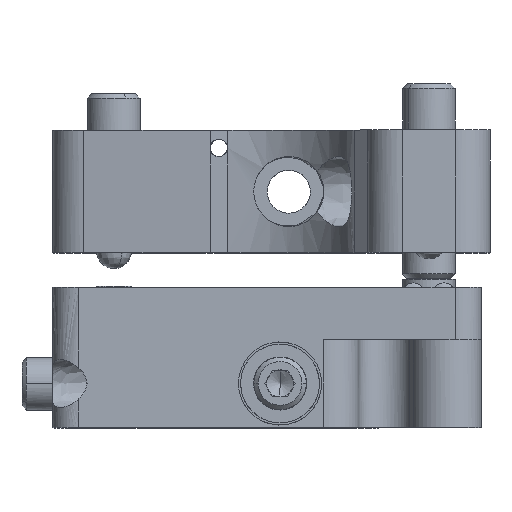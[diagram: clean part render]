
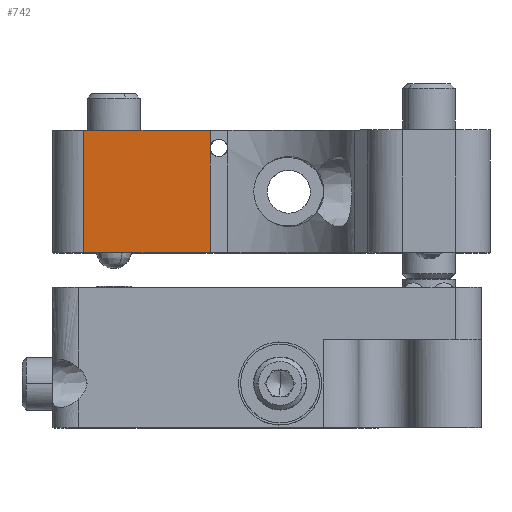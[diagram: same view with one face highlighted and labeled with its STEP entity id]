
A CAD part, top view. The second image highlights one B-rep face of the part: STEP entity #742.
In plain terms, the highlighted free-form (B-spline) face has degree [1, 1] with [2, 2] control points.
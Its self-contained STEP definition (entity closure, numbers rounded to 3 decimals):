
#742=ADVANCED_FACE('',(#1286),#19637,.T.);
#1286=FACE_OUTER_BOUND('',#1899,.T.);
#1899=EDGE_LOOP('',(#4638,#4639,#4640,#4641,#4642));
#4638=ORIENTED_EDGE('',*,*,#17099,.T.);
#4639=ORIENTED_EDGE('',*,*,#17096,.F.);
#4640=ORIENTED_EDGE('',*,*,#17094,.F.);
#4641=ORIENTED_EDGE('',*,*,#17100,.T.);
#4642=ORIENTED_EDGE('',*,*,#17101,.T.);
#7613=PCURVE('',#19635,#10593);
#7615=PCURVE('',#19636,#10595);
#7618=PCURVE('',#19637,#10598);
#7619=PCURVE('',#19637,#10599);
#7620=PCURVE('',#19637,#10600);
#7621=PCURVE('',#19637,#10601);
#7622=PCURVE('',#19637,#10602);
#7643=PCURVE('',#19933,#10623);
#7809=PCURVE('',#19647,#10789);
#7838=PCURVE('',#19648,#10818);
#10593=DEFINITIONAL_REPRESENTATION('',(#13851),#42546);
#10595=DEFINITIONAL_REPRESENTATION('',(#13853),#42546);
#10598=DEFINITIONAL_REPRESENTATION('',(#13859),#42546);
#10599=DEFINITIONAL_REPRESENTATION('',(#13860),#42546);
#10600=DEFINITIONAL_REPRESENTATION('',(#13861),#42546);
#10601=DEFINITIONAL_REPRESENTATION('',(#13863),#42546);
#10602=DEFINITIONAL_REPRESENTATION('',(#13865),#42546);
#10623=DEFINITIONAL_REPRESENTATION('',(#13891),#42546);
#10789=DEFINITIONAL_REPRESENTATION('',(#14101),#42546);
#10818=DEFINITIONAL_REPRESENTATION('',(#14112),#42546);
#13850=B_SPLINE_CURVE_WITH_KNOTS('',1,(#40511,#40512),.UNSPECIFIED.,.F.,
 .F.,(2,2),(0.,2.),.UNSPECIFIED.);
#13851=B_SPLINE_CURVE_WITH_KNOTS('',1,(#40513,#40514),.UNSPECIFIED.,.F.,
 .F.,(2,2),(0.,2.),.UNSPECIFIED.);
#13852=B_SPLINE_CURVE_WITH_KNOTS('',1,(#40525,#40526),.UNSPECIFIED.,.F.,
 .F.,(2,2),(0.,12.),.UNSPECIFIED.);
#13853=B_SPLINE_CURVE_WITH_KNOTS('',1,(#40527,#40528),.UNSPECIFIED.,.F.,
 .F.,(2,2),(0.,12.),.UNSPECIFIED.);
#13858=B_SPLINE_CURVE_WITH_KNOTS('',1,(#40537,#40538),.UNSPECIFIED.,.F.,
 .F.,(2,2),(0.,14.5),.UNSPECIFIED.);
#13859=B_SPLINE_CURVE_WITH_KNOTS('',1,(#40539,#40540),.UNSPECIFIED.,.F.,
 .F.,(2,2),(0.,14.5),.UNSPECIFIED.);
#13860=B_SPLINE_CURVE_WITH_KNOTS('',1,(#40541,#40542),.UNSPECIFIED.,.F.,
 .F.,(2,2),(0.,12.),.UNSPECIFIED.);
#13861=B_SPLINE_CURVE_WITH_KNOTS('',1,(#40543,#40544),.UNSPECIFIED.,.F.,
 .F.,(2,2),(0.,2.),.UNSPECIFIED.);
#13862=B_SPLINE_CURVE_WITH_KNOTS('',1,(#40545,#40546),.UNSPECIFIED.,.F.,
 .F.,(2,2),(-14.5,0.),.UNSPECIFIED.);
#13863=B_SPLINE_CURVE_WITH_KNOTS('',1,(#40547,#40548),.UNSPECIFIED.,.F.,
 .F.,(2,2),(-14.5,0.),.UNSPECIFIED.);
#13864=B_SPLINE_CURVE_WITH_KNOTS('',1,(#40549,#40550),.UNSPECIFIED.,.F.,
 .F.,(2,2),(-14.,0.),.UNSPECIFIED.);
#13865=B_SPLINE_CURVE_WITH_KNOTS('',1,(#40551,#40552),.UNSPECIFIED.,.F.,
 .F.,(2,2),(-14.,0.),.UNSPECIFIED.);
#13891=B_SPLINE_CURVE_WITH_KNOTS('',1,(#40837,#40838),.UNSPECIFIED.,.F.,
 .F.,(2,2),(-14.,0.),.UNSPECIFIED.);
#14101=B_SPLINE_CURVE_WITH_KNOTS('',1,(#41660,#41661),.UNSPECIFIED.,.F.,
 .F.,(2,2),(-14.5,0.),.UNSPECIFIED.);
#14112=B_SPLINE_CURVE_WITH_KNOTS('',1,(#41756,#41757),.UNSPECIFIED.,.F.,
 .F.,(2,2),(0.,14.5),.UNSPECIFIED.);
#15579=SURFACE_CURVE('',#13850,(#7613,#7620),.PCURVE_S1.);
#15581=SURFACE_CURVE('',#13852,(#7615,#7619),.PCURVE_S1.);
#15584=SURFACE_CURVE('',#13858,(#7618,#7838),.PCURVE_S1.);
#15585=SURFACE_CURVE('',#13862,(#7621,#7809),.PCURVE_S1.);
#15586=SURFACE_CURVE('',#13864,(#7622,#7643),.PCURVE_S1.);
#17094=EDGE_CURVE('',#19355,#19352,#15579,.T.);
#17096=EDGE_CURVE('',#19352,#19356,#15581,.T.);
#17099=EDGE_CURVE('',#19358,#19356,#15584,.T.);
#17100=EDGE_CURVE('',#19355,#19359,#15585,.T.);
#17101=EDGE_CURVE('',#19359,#19358,#15586,.T.);
#19352=VERTEX_POINT('',#37144);
#19355=VERTEX_POINT('',#37147);
#19356=VERTEX_POINT('',#37148);
#19358=VERTEX_POINT('',#37150);
#19359=VERTEX_POINT('',#37151);
#19635=B_SPLINE_SURFACE_WITH_KNOTS('',1,1,((#36289,#36290),(#36291,#36292)),
 .UNSPECIFIED.,.F.,.F.,.F.,(2,2),(2,2),(-2.32,0.32),(-2.32,
0.32),.UNSPECIFIED.);
#19636=B_SPLINE_SURFACE_WITH_KNOTS('',1,1,((#36293,#36294),(#36295,#36296)),
 .UNSPECIFIED.,.F.,.F.,.F.,(2,2),(2,2),(-15.32,-0.68),(-2.32,
0.32),.UNSPECIFIED.);
#19637=B_SPLINE_SURFACE_WITH_KNOTS('',1,1,((#36297,#36298),(#36299,#36300)),
 .UNSPECIFIED.,.F.,.F.,.F.,(2,2),(2,2),(-15.52,1.52),(-16.082,
1.582),.UNSPECIFIED.);
#19647=B_SPLINE_SURFACE_WITH_KNOTS('',1,1,((#36799,#36800),(#36801,#36802)),
 .UNSPECIFIED.,.F.,.F.,.F.,(2,2),(2,2),(-23.645,36.595),
(-23.645,36.595),.UNSPECIFIED.);
#19648=B_SPLINE_SURFACE_WITH_KNOTS('',1,1,((#36803,#36804),(#36805,#36806)),
 .UNSPECIFIED.,.F.,.F.,.F.,(2,2),(2,2),(-23.645,36.595),
(-23.645,36.595),.UNSPECIFIED.);
#19933=(
BOUNDED_SURFACE()
B_SPLINE_SURFACE(2,1,((#36341,#36342),(#36343,#36344),(#36345,#36346),(#36347,
#36348),(#36349,#36350),(#36351,#36352),(#36353,#36354),(#36355,#36356),
(#36357,#36358)),.UNSPECIFIED.,.T.,.F.,.F.)
B_SPLINE_SURFACE_WITH_KNOTS((3,2,2,2,3),(2,2),(0.,1.571,3.142,
4.712,6.283),(0.,17.04),.UNSPECIFIED.)
GEOMETRIC_REPRESENTATION_ITEM()
RATIONAL_B_SPLINE_SURFACE(((1.,1.),(0.707,0.707),
(1.,1.),(0.707,0.707),(1.,1.),(0.707,
0.707),(1.,1.),(0.707,0.707),(1.,1.)))
REPRESENTATION_ITEM('')
SURFACE()
);
#36289=CARTESIAN_POINT('',(19.719,-12.09,-80.922));
#36290=CARTESIAN_POINT('',(17.079,-12.09,-80.922));
#36291=CARTESIAN_POINT('',(19.719,-12.09,-83.562));
#36292=CARTESIAN_POINT('',(17.079,-12.09,-83.562));
#36293=CARTESIAN_POINT('',(19.719,-12.09,-67.922));
#36294=CARTESIAN_POINT('',(17.079,-12.09,-67.922));
#36295=CARTESIAN_POINT('',(19.719,-12.09,-82.562));
#36296=CARTESIAN_POINT('',(17.079,-12.09,-82.562));
#36297=CARTESIAN_POINT('',(18.972,-11.924,-67.722));
#36298=CARTESIAN_POINT('',(1.406,-13.778,-67.722));
#36299=CARTESIAN_POINT('',(18.972,-11.924,-84.762));
#36300=CARTESIAN_POINT('',(1.406,-13.778,-84.762));
#36341=CARTESIAN_POINT('',(7.399,-17.59,-67.722));
#36342=CARTESIAN_POINT('',(7.399,-17.59,-84.762));
#36343=CARTESIAN_POINT('',(7.399,-21.59,-67.722));
#36344=CARTESIAN_POINT('',(7.399,-21.59,-84.762));
#36345=CARTESIAN_POINT('',(3.399,-21.59,-67.722));
#36346=CARTESIAN_POINT('',(3.399,-21.59,-84.762));
#36347=CARTESIAN_POINT('',(-0.601,-21.59,-67.722));
#36348=CARTESIAN_POINT('',(-0.601,-21.59,-84.762));
#36349=CARTESIAN_POINT('',(-0.601,-17.59,-67.722));
#36350=CARTESIAN_POINT('',(-0.601,-17.59,-84.762));
#36351=CARTESIAN_POINT('',(-0.601,-13.59,-67.722));
#36352=CARTESIAN_POINT('',(-0.601,-13.59,-84.762));
#36353=CARTESIAN_POINT('',(3.399,-13.59,-67.722));
#36354=CARTESIAN_POINT('',(3.399,-13.59,-84.762));
#36355=CARTESIAN_POINT('',(7.399,-13.59,-67.722));
#36356=CARTESIAN_POINT('',(7.399,-13.59,-84.762));
#36357=CARTESIAN_POINT('',(7.399,-17.59,-67.722));
#36358=CARTESIAN_POINT('',(7.399,-17.59,-84.762));
#36799=CARTESIAN_POINT('',(54.519,-32.71,-83.242));
#36800=CARTESIAN_POINT('',(54.519,27.53,-83.242));
#36801=CARTESIAN_POINT('',(-5.721,-32.71,-83.242));
#36802=CARTESIAN_POINT('',(-5.721,27.53,-83.242));
#36803=CARTESIAN_POINT('',(54.519,-32.71,-69.242));
#36804=CARTESIAN_POINT('',(-5.721,-32.71,-69.242));
#36805=CARTESIAN_POINT('',(54.519,27.53,-69.242));
#36806=CARTESIAN_POINT('',(-5.721,27.53,-69.242));
#37144=CARTESIAN_POINT('',(17.399,-12.09,-81.242));
#37147=CARTESIAN_POINT('',(17.399,-12.09,-83.242));
#37148=CARTESIAN_POINT('',(17.399,-12.09,-69.242));
#37150=CARTESIAN_POINT('',(2.979,-13.612,-69.242));
#37151=CARTESIAN_POINT('',(2.979,-13.612,-83.242));
#40511=CARTESIAN_POINT('',(17.399,-12.09,-83.242));
#40512=CARTESIAN_POINT('',(17.399,-12.09,-81.242));
#40513=CARTESIAN_POINT('',(0.,0.));
#40514=CARTESIAN_POINT('',(-2.,0.));
#40525=CARTESIAN_POINT('',(17.399,-12.09,-81.242));
#40526=CARTESIAN_POINT('',(17.399,-12.09,-69.242));
#40527=CARTESIAN_POINT('',(-2.,0.));
#40528=CARTESIAN_POINT('',(-14.,0.));
#40537=CARTESIAN_POINT('',(2.979,-13.612,-69.242));
#40538=CARTESIAN_POINT('',(17.399,-12.09,-69.242));
#40539=CARTESIAN_POINT('',(-14.,0.));
#40540=CARTESIAN_POINT('',(-14.,-14.5));
#40541=CARTESIAN_POINT('',(-2.,-14.5));
#40542=CARTESIAN_POINT('',(-14.,-14.5));
#40543=CARTESIAN_POINT('',(0.,-14.5));
#40544=CARTESIAN_POINT('',(-2.,-14.5));
#40545=CARTESIAN_POINT('',(17.399,-12.09,-83.242));
#40546=CARTESIAN_POINT('',(2.979,-13.612,-83.242));
#40547=CARTESIAN_POINT('',(0.,-14.5));
#40548=CARTESIAN_POINT('',(0.,0.));
#40549=CARTESIAN_POINT('',(2.979,-13.612,-83.242));
#40550=CARTESIAN_POINT('',(2.979,-13.612,-69.242));
#40551=CARTESIAN_POINT('',(0.,0.));
#40552=CARTESIAN_POINT('',(-14.,0.));
#40837=CARTESIAN_POINT('',(4.598,15.52));
#40838=CARTESIAN_POINT('',(4.598,1.52));
#41660=CARTESIAN_POINT('',(13.475,-3.025));
#41661=CARTESIAN_POINT('',(27.894,-4.548));
#41756=CARTESIAN_POINT('',(-4.548,27.894));
#41757=CARTESIAN_POINT('',(-3.025,13.475));
#42546=(
GEOMETRIC_REPRESENTATION_CONTEXT(2)
PARAMETRIC_REPRESENTATION_CONTEXT()
REPRESENTATION_CONTEXT('pspace','')
);
